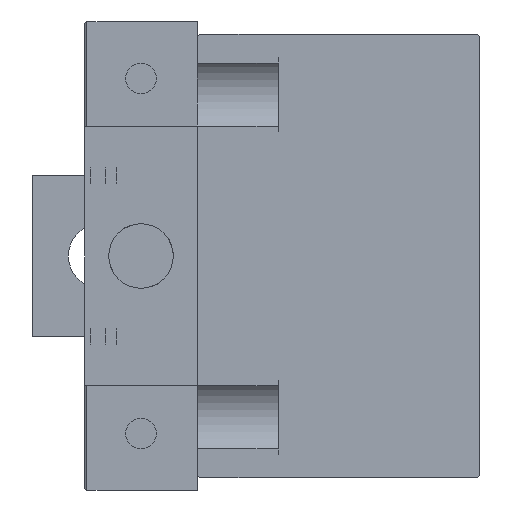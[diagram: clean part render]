
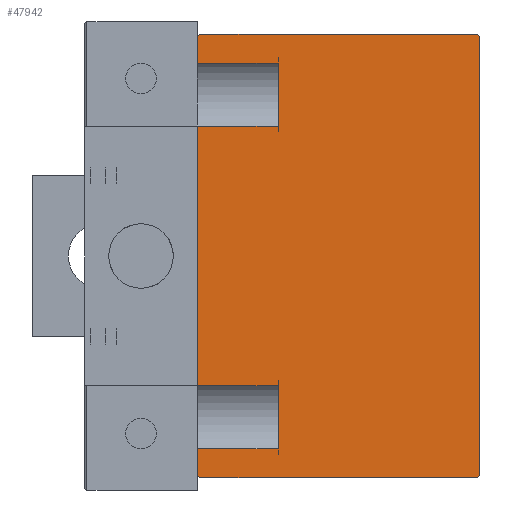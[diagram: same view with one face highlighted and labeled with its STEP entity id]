
A CAD part, left-side view. The second image highlights one B-rep face of the part: STEP entity #47942.
In plain terms, the highlighted face is planar.
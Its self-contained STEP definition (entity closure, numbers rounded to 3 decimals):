
#272 = LINE ( 'NONE', #40543, #24134 ) ;
#511 = CARTESIAN_POINT ( 'NONE',  ( 56., 0., 0. ) ) ;
#856 = VECTOR ( 'NONE', #51067, 1000. ) ;
#1353 = CARTESIAN_POINT ( 'NONE',  ( 56., -17.5, -23.913 ) ) ;
#1643 = CARTESIAN_POINT ( 'NONE',  ( 56., -17.5, 27.5 ) ) ;
#1731 = VECTOR ( 'NONE', #51636, 1000. ) ;
#2224 = ORIENTED_EDGE ( 'NONE', *, *, #44942, .T. ) ;
#2538 = ORIENTED_EDGE ( 'NONE', *, *, #30280, .T. ) ;
#2606 = CARTESIAN_POINT ( 'NONE',  ( 56., -7.5, 0. ) ) ;
#2717 = DIRECTION ( 'NONE',  ( 0., -1., 0. ) ) ;
#2855 = DIRECTION ( 'NONE',  ( 0., 0., -1. ) ) ;
#2985 = CARTESIAN_POINT ( 'NONE',  ( 56., -7.5, 23.913 ) ) ;
#3306 = CARTESIAN_POINT ( 'NONE',  ( 56., -17.2, -27.5 ) ) ;
#4812 = CARTESIAN_POINT ( 'NONE',  ( 56., 22.35, 22.35 ) ) ;
#4857 = DIRECTION ( 'NONE',  ( 1., 0., 0. ) ) ;
#5132 = ORIENTED_EDGE ( 'NONE', *, *, #51988, .F. ) ;
#5174 = DIRECTION ( 'NONE',  ( 0., 0., -1. ) ) ;
#5180 = LINE ( 'NONE', #17444, #49666 ) ;
#5201 = ORIENTED_EDGE ( 'NONE', *, *, #25466, .F. ) ;
#5575 = VECTOR ( 'NONE', #14762, 1000. ) ;
#5740 = DIRECTION ( 'NONE',  ( 0., 1., 0. ) ) ;
#5770 = VECTOR ( 'NONE', #2855, 1000. ) ;
#7650 = LINE ( 'NONE', #49187, #5575 ) ;
#7781 = ORIENTED_EDGE ( 'NONE', *, *, #9687, .T. ) ;
#8471 = VERTEX_POINT ( 'NONE', #3306 ) ;
#8524 = EDGE_CURVE ( 'NONE', #53808, #27589, #7650, .T. ) ;
#8679 = EDGE_CURVE ( 'NONE', #21499, #35495, #18253, .T. ) ;
#9274 = CARTESIAN_POINT ( 'NONE',  ( 56., -7.5, 16.087 ) ) ;
#9671 = EDGE_CURVE ( 'NONE', #34412, #34332, #52544, .T. ) ;
#9687 = EDGE_CURVE ( 'NONE', #12548, #32457, #52268, .T. ) ;
#10893 = EDGE_CURVE ( 'NONE', #8471, #12548, #35797, .T. ) ;
#11062 = AXIS2_PLACEMENT_3D ( 'NONE', #511, #4857, #46646 ) ;
#12466 = DIRECTION ( 'NONE',  ( 0., -0.707, 0.707 ) ) ;
#12548 = VERTEX_POINT ( 'NONE', #28578 ) ;
#12963 = CARTESIAN_POINT ( 'NONE',  ( 56., -7.5, 16.087 ) ) ;
#13558 = ORIENTED_EDGE ( 'NONE', *, *, #32232, .F. ) ;
#13834 = VECTOR ( 'NONE', #2717, 1000. ) ;
#14542 = VECTOR ( 'NONE', #19421, 1000. ) ;
#14762 = DIRECTION ( 'NONE',  ( 0., -1., 0. ) ) ;
#15443 = VECTOR ( 'NONE', #5740, 1000. ) ;
#15942 = CARTESIAN_POINT ( 'NONE',  ( 56., -17.5, 23.913 ) ) ;
#16022 = DIRECTION ( 'NONE',  ( 0., 0., 1. ) ) ;
#16939 = CARTESIAN_POINT ( 'NONE',  ( 56., 17.2, 27.5 ) ) ;
#17444 = CARTESIAN_POINT ( 'NONE',  ( 56., -17.5, 27.5 ) ) ;
#18236 = VECTOR ( 'NONE', #42887, 1000. ) ;
#18253 = LINE ( 'NONE', #39273, #36075 ) ;
#18929 = CARTESIAN_POINT ( 'NONE',  ( 56., -7.5, 0. ) ) ;
#19099 = CARTESIAN_POINT ( 'NONE',  ( 56., -22.35, 22.35 ) ) ;
#19421 = DIRECTION ( 'NONE',  ( 0., 1., 0. ) ) ;
#19624 = VERTEX_POINT ( 'NONE', #32459 ) ;
#20022 = VECTOR ( 'NONE', #27415, 1000. ) ;
#20550 = CARTESIAN_POINT ( 'NONE',  ( 56., -17.5, -16.087 ) ) ;
#21499 = VERTEX_POINT ( 'NONE', #1353 ) ;
#22392 = CARTESIAN_POINT ( 'NONE',  ( 56., -7.5, -23.913 ) ) ;
#24101 = VECTOR ( 'NONE', #27395, 1000. ) ;
#24134 = VECTOR ( 'NONE', #26156, 1000. ) ;
#24203 = LINE ( 'NONE', #53454, #28537 ) ;
#25466 = EDGE_CURVE ( 'NONE', #21499, #38454, #45664, .T. ) ;
#25788 = CARTESIAN_POINT ( 'NONE',  ( 56., -7.5, 23.913 ) ) ;
#26156 = DIRECTION ( 'NONE',  ( 0., -1., 0. ) ) ;
#26585 = CARTESIAN_POINT ( 'NONE',  ( 56., 22.35, -22.35 ) ) ;
#26999 = LINE ( 'NONE', #1643, #856 ) ;
#27395 = DIRECTION ( 'NONE',  ( 0., 0.707, 0.707 ) ) ;
#27415 = DIRECTION ( 'NONE',  ( 0., 0., -1. ) ) ;
#27589 = VERTEX_POINT ( 'NONE', #36763 ) ;
#28359 = ORIENTED_EDGE ( 'NONE', *, *, #9671, .T. ) ;
#28468 = VECTOR ( 'NONE', #29479, 1000. ) ;
#28537 = VECTOR ( 'NONE', #16022, 1000. ) ;
#28578 = CARTESIAN_POINT ( 'NONE',  ( 56., 17.2, -27.5 ) ) ;
#28602 = ORIENTED_EDGE ( 'NONE', *, *, #53967, .T. ) ;
#29479 = DIRECTION ( 'NONE',  ( 0., 0.707, -0.707 ) ) ;
#29872 = ORIENTED_EDGE ( 'NONE', *, *, #44289, .F. ) ;
#30011 = CARTESIAN_POINT ( 'NONE',  ( 56., -22.35, -22.35 ) ) ;
#30076 = EDGE_CURVE ( 'NONE', #39269, #38454, #30950, .T. ) ;
#30280 = EDGE_CURVE ( 'NONE', #19624, #39936, #26999, .T. ) ;
#30317 = VECTOR ( 'NONE', #12466, 1000. ) ;
#30950 = LINE ( 'NONE', #2606, #20022 ) ;
#32232 = EDGE_CURVE ( 'NONE', #44629, #34332, #34657, .T. ) ;
#32457 = VERTEX_POINT ( 'NONE', #48609 ) ;
#32459 = CARTESIAN_POINT ( 'NONE',  ( 56., -17.5, 27.2 ) ) ;
#33961 = CARTESIAN_POINT ( 'NONE',  ( 56., 17.5, 27.2 ) ) ;
#33997 = LINE ( 'NONE', #4812, #30317 ) ;
#34097 = DIRECTION ( 'NONE',  ( 0., 0., -1. ) ) ;
#34332 = VERTEX_POINT ( 'NONE', #12963 ) ;
#34412 = VERTEX_POINT ( 'NONE', #25788 ) ;
#34565 = ORIENTED_EDGE ( 'NONE', *, *, #10893, .T. ) ;
#34609 = EDGE_CURVE ( 'NONE', #35495, #8471, #45630, .T. ) ;
#34657 = LINE ( 'NONE', #9274, #18236 ) ;
#34943 = ORIENTED_EDGE ( 'NONE', *, *, #34609, .T. ) ;
#35465 = LINE ( 'NONE', #19099, #1731 ) ;
#35495 = VERTEX_POINT ( 'NONE', #44898 ) ;
#35797 = LINE ( 'NONE', #39892, #14542 ) ;
#36075 = VECTOR ( 'NONE', #5174, 1000. ) ;
#36763 = CARTESIAN_POINT ( 'NONE',  ( 56., -17.2, 27.5 ) ) ;
#36917 = CARTESIAN_POINT ( 'NONE',  ( 56., -17.5, 16.087 ) ) ;
#36982 = EDGE_CURVE ( 'NONE', #51529, #53808, #33997, .T. ) ;
#37880 = FACE_OUTER_BOUND ( 'NONE', #41502, .T. ) ;
#38454 = VERTEX_POINT ( 'NONE', #50056 ) ;
#39051 = VERTEX_POINT ( 'NONE', #20550 ) ;
#39269 = VERTEX_POINT ( 'NONE', #45619 ) ;
#39273 = CARTESIAN_POINT ( 'NONE',  ( 56., -17.5, 27.5 ) ) ;
#39570 = EDGE_CURVE ( 'NONE', #44629, #39051, #5180, .T. ) ;
#39892 = CARTESIAN_POINT ( 'NONE',  ( 56., -17.5, -27.5 ) ) ;
#39936 = VERTEX_POINT ( 'NONE', #15942 ) ;
#40095 = LINE ( 'NONE', #2985, #13834 ) ;
#40543 = CARTESIAN_POINT ( 'NONE',  ( 56., -7.5, -16.087 ) ) ;
#41502 = EDGE_LOOP ( 'NONE', ( #34565, #7781, #2224, #51145, #43827, #28602, #2538, #5132, #28359, #13558, #49416, #29872, #51356, #5201, #46246, #34943 ) ) ;
#42532 = PLANE ( 'NONE',  #11062 ) ;
#42887 = DIRECTION ( 'NONE',  ( 0., 1., 0. ) ) ;
#43827 = ORIENTED_EDGE ( 'NONE', *, *, #8524, .T. ) ;
#44289 = EDGE_CURVE ( 'NONE', #39269, #39051, #272, .T. ) ;
#44629 = VERTEX_POINT ( 'NONE', #36917 ) ;
#44898 = CARTESIAN_POINT ( 'NONE',  ( 56., -17.5, -27.2 ) ) ;
#44942 = EDGE_CURVE ( 'NONE', #32457, #51529, #24203, .T. ) ;
#45619 = CARTESIAN_POINT ( 'NONE',  ( 56., -7.5, -16.087 ) ) ;
#45630 = LINE ( 'NONE', #30011, #28468 ) ;
#45664 = LINE ( 'NONE', #22392, #15443 ) ;
#46246 = ORIENTED_EDGE ( 'NONE', *, *, #8679, .T. ) ;
#46646 = DIRECTION ( 'NONE',  ( 0., 0., -1. ) ) ;
#47942 = ADVANCED_FACE ( 'NONE', ( #37880 ), #42532, .T. ) ;
#48609 = CARTESIAN_POINT ( 'NONE',  ( 56., 17.5, -27.2 ) ) ;
#49187 = CARTESIAN_POINT ( 'NONE',  ( 56., 17.5, 27.5 ) ) ;
#49416 = ORIENTED_EDGE ( 'NONE', *, *, #39570, .T. ) ;
#49666 = VECTOR ( 'NONE', #34097, 1000. ) ;
#50056 = CARTESIAN_POINT ( 'NONE',  ( 56., -7.5, -23.913 ) ) ;
#51067 = DIRECTION ( 'NONE',  ( 0., 0., -1. ) ) ;
#51145 = ORIENTED_EDGE ( 'NONE', *, *, #36982, .T. ) ;
#51356 = ORIENTED_EDGE ( 'NONE', *, *, #30076, .T. ) ;
#51529 = VERTEX_POINT ( 'NONE', #33961 ) ;
#51636 = DIRECTION ( 'NONE',  ( 0., -0.707, -0.707 ) ) ;
#51988 = EDGE_CURVE ( 'NONE', #34412, #39936, #40095, .T. ) ;
#52268 = LINE ( 'NONE', #26585, #24101 ) ;
#52544 = LINE ( 'NONE', #18929, #5770 ) ;
#53454 = CARTESIAN_POINT ( 'NONE',  ( 56., 17.5, -27.5 ) ) ;
#53808 = VERTEX_POINT ( 'NONE', #16939 ) ;
#53967 = EDGE_CURVE ( 'NONE', #27589, #19624, #35465, .T. ) ;
